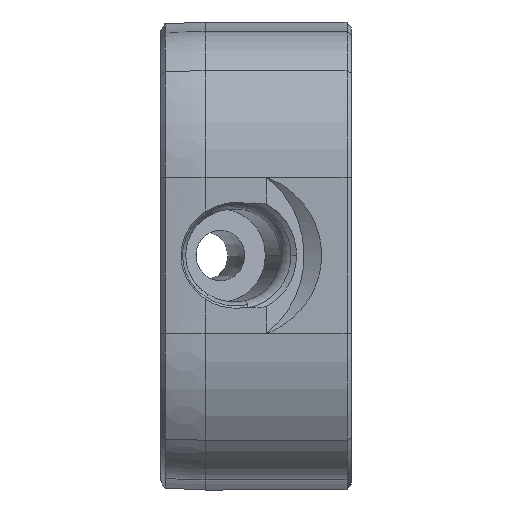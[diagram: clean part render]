
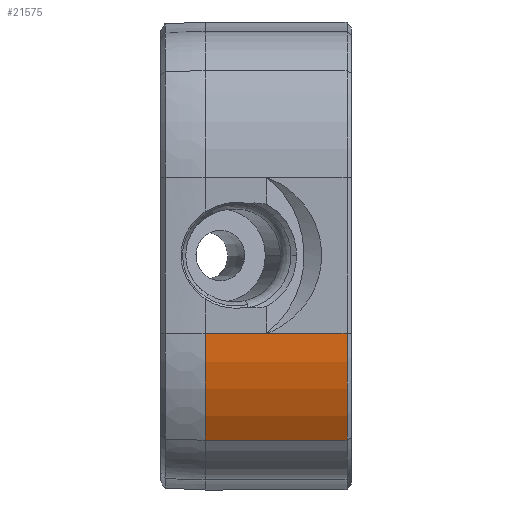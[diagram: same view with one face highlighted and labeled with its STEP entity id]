
A CAD part, top view. The second image highlights one B-rep face of the part: STEP entity #21575.
In plain terms, the highlighted cylindrical face has radius 17 mm (diameter 34 mm), a partial arc.
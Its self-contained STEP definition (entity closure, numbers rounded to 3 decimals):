
#333 = CARTESIAN_POINT ( 'NONE',  ( 12.85, -6.958, 74.65 ) ) ;
#1059 = VERTEX_POINT ( 'NONE', #2661 ) ;
#1283 = AXIS2_PLACEMENT_3D ( 'NONE', #17867, #3482, #11785 ) ;
#1992 = CARTESIAN_POINT ( 'NONE',  ( 5.693, -6.958, 74.65 ) ) ;
#2004 = FACE_OUTER_BOUND ( 'NONE', #14859, .T. ) ;
#2005 = LINE ( 'NONE', #16003, #3774 ) ;
#2147 = ORIENTED_EDGE ( 'NONE', *, *, #8619, .T. ) ;
#2463 = DIRECTION ( 'NONE',  ( -1., 0., 0. ) ) ;
#2551 = CYLINDRICAL_SURFACE ( 'NONE', #21028, 17. ) ;
#2661 = CARTESIAN_POINT ( 'NONE',  ( 5.675, -6.965, 74.65 ) ) ;
#3244 = VECTOR ( 'NONE', #25314, 1000. ) ;
#3482 = DIRECTION ( 'NONE',  ( 1., 0., 0. ) ) ;
#3774 = VECTOR ( 'NONE', #15868, 1000. ) ;
#3807 = VERTEX_POINT ( 'NONE', #333 ) ;
#4677 = LINE ( 'NONE', #24778, #3244 ) ;
#5322 = CARTESIAN_POINT ( 'NONE',  ( 5.675, -6.958, 74.65 ) ) ;
#6114 = CARTESIAN_POINT ( 'NONE',  ( 0.178, -6.958, 74.65 ) ) ;
#7199 = ORIENTED_EDGE ( 'NONE', *, *, #21654, .T. ) ;
#8090 = EDGE_CURVE ( 'NONE', #22571, #3807, #19883, .T. ) ;
#8127 = EDGE_CURVE ( 'NONE', #22571, #18379, #23230, .T. ) ;
#8257 = CARTESIAN_POINT ( 'NONE',  ( 5.675, -6.965, 74.65 ) ) ;
#8619 = EDGE_CURVE ( 'NONE', #9653, #18379, #15180, .T. ) ;
#8665 = ORIENTED_EDGE ( 'NONE', *, *, #24496, .T. ) ;
#8720 = CARTESIAN_POINT ( 'NONE',  ( 5.675, -6.965, 74.65 ) ) ;
#9653 = VERTEX_POINT ( 'NONE', #6114 ) ;
#10067 = ORIENTED_EDGE ( 'NONE', *, *, #11190, .T. ) ;
#10301 = CARTESIAN_POINT ( 'NONE',  ( 5.681, -6.963, 74.65 ) ) ;
#10358 = CARTESIAN_POINT ( 'NONE',  ( 12.85, -6.958, 57.65 ) ) ;
#10404 = VECTOR ( 'NONE', #2463, 1000. ) ;
#10417 = CARTESIAN_POINT ( 'NONE',  ( 12.85, -16.481, 71.732 ) ) ;
#10769 = CARTESIAN_POINT ( 'NONE',  ( -20.04, -16.481, 71.732 ) ) ;
#11190 = EDGE_CURVE ( 'NONE', #1059, #26054, #26800, .T. ) ;
#11246 = DIRECTION ( 'NONE',  ( 0., 0., -1. ) ) ;
#11785 = DIRECTION ( 'NONE',  ( 0., -0.56, 0.828 ) ) ;
#12163 = ORIENTED_EDGE ( 'NONE', *, *, #12852, .T. ) ;
#12852 = EDGE_CURVE ( 'NONE', #21618, #1059, #15056, .T. ) ;
#14859 = EDGE_LOOP ( 'NONE', ( #8665, #12163, #10067, #7199, #2147, #18715, #17005 ) ) ;
#15056 = B_SPLINE_CURVE_WITH_KNOTS ( 'NONE', 3,
 ( #1992, #24805, #10301, #8257 ),
 .UNSPECIFIED., .F., .F.,
 ( 4, 4 ),
 ( 0., 1. ),
 .UNSPECIFIED. ) ;
#15180 = CIRCLE ( 'NONE', #1283, 17. ) ;
#15868 = DIRECTION ( 'NONE',  ( -1., 0., 0. ) ) ;
#16003 = CARTESIAN_POINT ( 'NONE',  ( -20.04, -6.958, 74.65 ) ) ;
#17005 = ORIENTED_EDGE ( 'NONE', *, *, #8090, .T. ) ;
#17296 = AXIS2_PLACEMENT_3D ( 'NONE', #10358, #18601, #17367 ) ;
#17367 = DIRECTION ( 'NONE',  ( 0., 0., -1. ) ) ;
#17867 = CARTESIAN_POINT ( 'NONE',  ( 0.178, -6.958, 57.65 ) ) ;
#18379 = VERTEX_POINT ( 'NONE', #23946 ) ;
#18601 = DIRECTION ( 'NONE',  ( -1., 0., 0. ) ) ;
#18715 = ORIENTED_EDGE ( 'NONE', *, *, #8127, .F. ) ;
#18736 = CARTESIAN_POINT ( 'NONE',  ( 5.675, -6.963, 74.65 ) ) ;
#19015 = CARTESIAN_POINT ( 'NONE',  ( 5.675, -6.961, 74.65 ) ) ;
#19883 = CIRCLE ( 'NONE', #17296, 17. ) ;
#21028 = AXIS2_PLACEMENT_3D ( 'NONE', #23714, #21669, #11246 ) ;
#21393 = CARTESIAN_POINT ( 'NONE',  ( 5.693, -6.958, 74.65 ) ) ;
#21575 = ADVANCED_FACE ( 'NONE', ( #2004 ), #2551, .T. ) ;
#21618 = VERTEX_POINT ( 'NONE', #21393 ) ;
#21654 = EDGE_CURVE ( 'NONE', #26054, #9653, #4677, .T. ) ;
#21669 = DIRECTION ( 'NONE',  ( 1., 0., 0. ) ) ;
#22571 = VERTEX_POINT ( 'NONE', #10417 ) ;
#23230 = LINE ( 'NONE', #10769, #10404 ) ;
#23714 = CARTESIAN_POINT ( 'NONE',  ( -20.04, -6.958, 57.65 ) ) ;
#23946 = CARTESIAN_POINT ( 'NONE',  ( 0.178, -16.481, 71.732 ) ) ;
#24496 = EDGE_CURVE ( 'NONE', #3807, #21618, #2005, .T. ) ;
#24778 = CARTESIAN_POINT ( 'NONE',  ( -20.04, -6.958, 74.65 ) ) ;
#24805 = CARTESIAN_POINT ( 'NONE',  ( 5.687, -6.961, 74.65 ) ) ;
#25001 = CARTESIAN_POINT ( 'NONE',  ( 5.675, -6.958, 74.65 ) ) ;
#25314 = DIRECTION ( 'NONE',  ( -1., 0., 0. ) ) ;
#26054 = VERTEX_POINT ( 'NONE', #5322 ) ;
#26800 = B_SPLINE_CURVE_WITH_KNOTS ( 'NONE', 3,
 ( #8720, #18736, #19015, #25001 ),
 .UNSPECIFIED., .F., .F.,
 ( 4, 4 ),
 ( 0., 1. ),
 .UNSPECIFIED. ) ;
